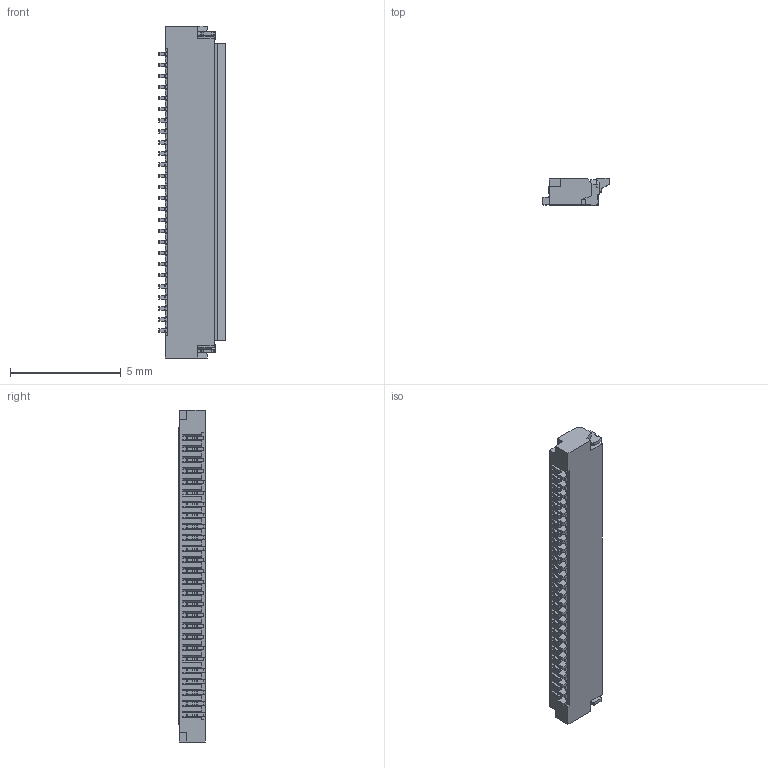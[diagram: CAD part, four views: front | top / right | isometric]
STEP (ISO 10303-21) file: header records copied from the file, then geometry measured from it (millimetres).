
FILE_DESCRIPTION(('OneSpaceDesigner STEP Export'),'2;1');
FILE_NAME('FH33-26S-0.5SH.stp','2007-09-22T10:47:03',(''),(''),'OneSpace Designer STEP processor for AP214 (Solid Model)','OneSpace Modeling 15.00A 14-Mar-2007 (C) CoCreate Software GmbH','');
FILE_SCHEMA(('AUTOMOTIVE_DESIGN { 1 0 10303 214 1 1 1 1 }'));
Length unit declared in the file: millimetre
Products named in the file (2): FH33-26S-0.5SH
Assembly tree (1 placements, depth 2):
  FH33-26S-0.5SH
    FH33-26S-0.5SH
Bounding box: 3 x 1.22 x 15 mm (x, y, z)
Volume: 29.4 mm3; surface area: 196.8 mm2
Topology: 1 solids, 1 shells, 896 faces, 2646 edges, 1752 vertices
Faces by surface type: plane 762, cylinder 130, cone 4
Entity records: 28167 total; most frequent: ORIENTED_EDGE 5292, CARTESIAN_POINT 5009, DIRECTION 4223, EDGE_CURVE 2646, VECTOR 2291, LINE 2291, VERTEX_POINT 1752, AXIS2_PLACEMENT_3D 966
